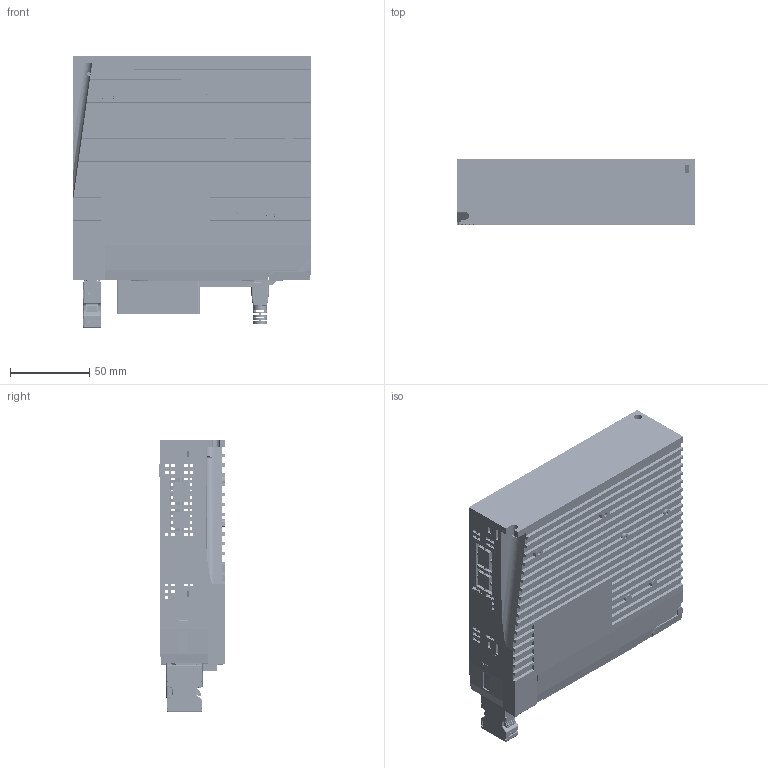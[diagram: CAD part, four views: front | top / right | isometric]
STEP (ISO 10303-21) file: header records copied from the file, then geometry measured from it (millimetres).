
FILE_DESCRIPTION((''),'2;1');
FILE_NAME('M56S-21A8RD','2023-08-15T13:52:28',('ms27526'),(''),'CREO PARAMETRIC BY PTC INC, 2018100','CREO PARAMETRIC BY PTC INC, 2018100','');
FILE_SCHEMA(('CONFIG_CONTROL_DESIGN'));
Products named in the file (1): M56S-21A8RD
Bounding box: 150.3 x 41.2 x 171.63 mm (x, y, z)
Volume: 201114.5 mm3; surface area: 243993 mm2
Topology: 19 solids, 56 shells, 8101 faces, 22946 edges, 14988 vertices
Faces by surface type: plane 5695, cylinder 2103, bspline 136, cone 80, torus 44, sphere 24, extrusion 19
Entity records: 267632 total; most frequent: CARTESIAN_POINT 54261, ORIENTED_EDGE 45367, DIRECTION 42160, EDGE_CURVE 22890, VECTOR 17782, LINE 17763, VERTEX_POINT 14988, AXIS2_PLACEMENT_3D 12189
